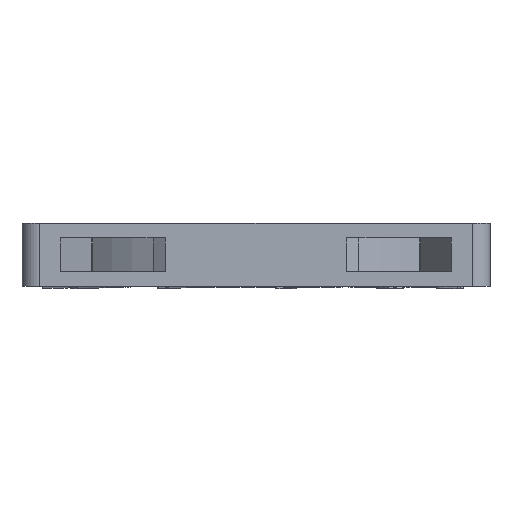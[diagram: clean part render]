
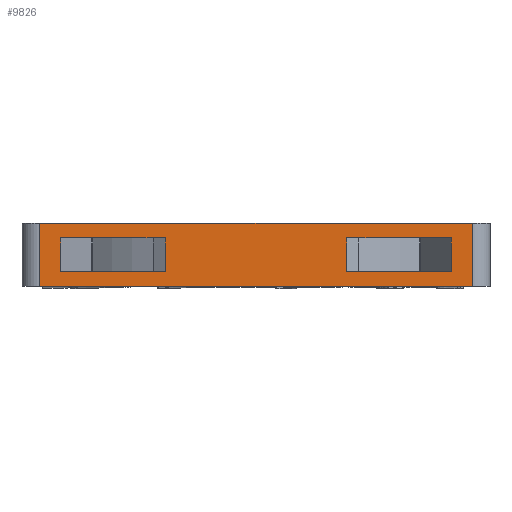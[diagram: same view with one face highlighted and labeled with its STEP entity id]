
A CAD part, left-side view. The second image highlights one B-rep face of the part: STEP entity #9826.
In plain terms, the highlighted planar face has unit normal (-1, 0, 0).
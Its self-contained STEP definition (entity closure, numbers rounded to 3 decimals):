
#9089 = VERTEX_POINT('',#9090);
#9090 = CARTESIAN_POINT('',(-80.,-77.,5.4));
#9097 = EDGE_CURVE('',#9098,#9089,#9100,.T.);
#9098 = VERTEX_POINT('',#9099);
#9099 = CARTESIAN_POINT('',(-80.,-3.,5.4));
#9100 = LINE('',#9101,#9102);
#9101 = CARTESIAN_POINT('',(-80.,0.,5.4));
#9102 = VECTOR('',#9103,1.);
#9103 = DIRECTION('',(0.,-1.,0.));
#9449 = VERTEX_POINT('',#9450);
#9450 = CARTESIAN_POINT('',(-80.,-77.,-5.4));
#9457 = EDGE_CURVE('',#9458,#9449,#9460,.T.);
#9458 = VERTEX_POINT('',#9459);
#9459 = CARTESIAN_POINT('',(-80.,-3.,-5.4));
#9460 = LINE('',#9461,#9462);
#9461 = CARTESIAN_POINT('',(-80.,0.,-5.4));
#9462 = VECTOR('',#9463,1.);
#9463 = DIRECTION('',(0.,-1.,0.));
#9826 = ADVANCED_FACE('',(#9827,#9861,#9895),#9911,.F.);
#9827 = FACE_BOUND('',#9828,.T.);
#9828 = EDGE_LOOP('',(#9829,#9839,#9847,#9855));
#9829 = ORIENTED_EDGE('',*,*,#9830,.T.);
#9830 = EDGE_CURVE('',#9831,#9833,#9835,.T.);
#9831 = VERTEX_POINT('',#9832);
#9832 = CARTESIAN_POINT('',(-80.,-55.541,2.9));
#9833 = VERTEX_POINT('',#9834);
#9834 = CARTESIAN_POINT('',(-80.,-73.4,2.9));
#9835 = LINE('',#9836,#9837);
#9836 = CARTESIAN_POINT('',(-80.,-55.541,2.9));
#9837 = VECTOR('',#9838,1.);
#9838 = DIRECTION('',(0.,-1.,0.));
#9839 = ORIENTED_EDGE('',*,*,#9840,.F.);
#9840 = EDGE_CURVE('',#9841,#9833,#9843,.T.);
#9841 = VERTEX_POINT('',#9842);
#9842 = CARTESIAN_POINT('',(-80.,-73.4,-2.9));
#9843 = LINE('',#9844,#9845);
#9844 = CARTESIAN_POINT('',(-80.,-73.4,-25.035));
#9845 = VECTOR('',#9846,1.);
#9846 = DIRECTION('',(-0.,-0.,1.));
#9847 = ORIENTED_EDGE('',*,*,#9848,.F.);
#9848 = EDGE_CURVE('',#9849,#9841,#9851,.T.);
#9849 = VERTEX_POINT('',#9850);
#9850 = CARTESIAN_POINT('',(-80.,-55.541,-2.9));
#9851 = LINE('',#9852,#9853);
#9852 = CARTESIAN_POINT('',(-80.,-55.541,-2.9));
#9853 = VECTOR('',#9854,1.);
#9854 = DIRECTION('',(0.,-1.,0.));
#9855 = ORIENTED_EDGE('',*,*,#9856,.T.);
#9856 = EDGE_CURVE('',#9849,#9831,#9857,.T.);
#9857 = LINE('',#9858,#9859);
#9858 = CARTESIAN_POINT('',(-80.,-55.541,-25.035));
#9859 = VECTOR('',#9860,1.);
#9860 = DIRECTION('',(-0.,-0.,1.));
#9861 = FACE_BOUND('',#9862,.T.);
#9862 = EDGE_LOOP('',(#9863,#9873,#9881,#9889));
#9863 = ORIENTED_EDGE('',*,*,#9864,.T.);
#9864 = EDGE_CURVE('',#9865,#9867,#9869,.T.);
#9865 = VERTEX_POINT('',#9866);
#9866 = CARTESIAN_POINT('',(-80.,-6.6,2.9));
#9867 = VERTEX_POINT('',#9868);
#9868 = CARTESIAN_POINT('',(-80.,-24.459,2.9));
#9869 = LINE('',#9870,#9871);
#9870 = CARTESIAN_POINT('',(-80.,-24.459,2.9));
#9871 = VECTOR('',#9872,1.);
#9872 = DIRECTION('',(0.,-1.,-0.));
#9873 = ORIENTED_EDGE('',*,*,#9874,.F.);
#9874 = EDGE_CURVE('',#9875,#9867,#9877,.T.);
#9875 = VERTEX_POINT('',#9876);
#9876 = CARTESIAN_POINT('',(-80.,-24.459,-2.9));
#9877 = LINE('',#9878,#9879);
#9878 = CARTESIAN_POINT('',(-80.,-24.459,-25.035));
#9879 = VECTOR('',#9880,1.);
#9880 = DIRECTION('',(-0.,-0.,1.));
#9881 = ORIENTED_EDGE('',*,*,#9882,.F.);
#9882 = EDGE_CURVE('',#9883,#9875,#9885,.T.);
#9883 = VERTEX_POINT('',#9884);
#9884 = CARTESIAN_POINT('',(-80.,-6.6,-2.9));
#9885 = LINE('',#9886,#9887);
#9886 = CARTESIAN_POINT('',(-80.,-24.459,-2.9));
#9887 = VECTOR('',#9888,1.);
#9888 = DIRECTION('',(0.,-1.,0.));
#9889 = ORIENTED_EDGE('',*,*,#9890,.T.);
#9890 = EDGE_CURVE('',#9883,#9865,#9891,.T.);
#9891 = LINE('',#9892,#9893);
#9892 = CARTESIAN_POINT('',(-80.,-6.6,-25.035));
#9893 = VECTOR('',#9894,1.);
#9894 = DIRECTION('',(-0.,-0.,1.));
#9895 = FACE_BOUND('',#9896,.T.);
#9896 = EDGE_LOOP('',(#9897,#9898,#9904,#9905));
#9897 = ORIENTED_EDGE('',*,*,#9457,.T.);
#9898 = ORIENTED_EDGE('',*,*,#9899,.T.);
#9899 = EDGE_CURVE('',#9449,#9089,#9900,.T.);
#9900 = LINE('',#9901,#9902);
#9901 = CARTESIAN_POINT('',(-80.,-77.,5.4));
#9902 = VECTOR('',#9903,1.);
#9903 = DIRECTION('',(-0.,-0.,1.));
#9904 = ORIENTED_EDGE('',*,*,#9097,.F.);
#9905 = ORIENTED_EDGE('',*,*,#9906,.T.);
#9906 = EDGE_CURVE('',#9098,#9458,#9907,.T.);
#9907 = LINE('',#9908,#9909);
#9908 = CARTESIAN_POINT('',(-80.,-3.,5.4));
#9909 = VECTOR('',#9910,1.);
#9910 = DIRECTION('',(0.,0.,-1.));
#9911 = PLANE('',#9912);
#9912 = AXIS2_PLACEMENT_3D('',#9913,#9914,#9915);
#9913 = CARTESIAN_POINT('',(-80.,0.,5.4));
#9914 = DIRECTION('',(1.,0.,-0.));
#9915 = DIRECTION('',(0.,1.,0.));
